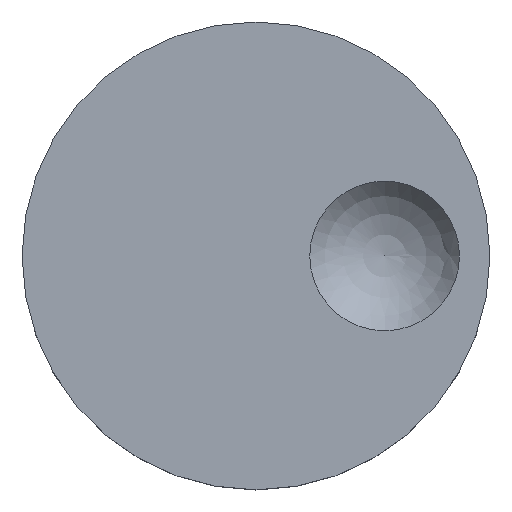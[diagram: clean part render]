
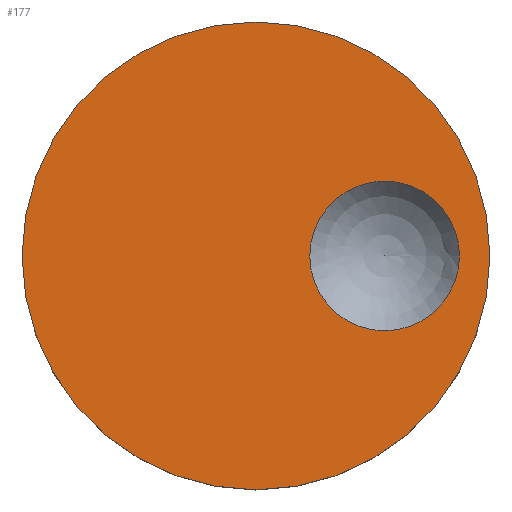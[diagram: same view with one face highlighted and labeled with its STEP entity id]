
A CAD part, top view. The second image highlights one B-rep face of the part: STEP entity #177.
In plain terms, the highlighted planar face has unit normal (0, 0, 1).
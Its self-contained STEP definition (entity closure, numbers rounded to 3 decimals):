
#24 = VERTEX_POINT('',#25);
#25 = CARTESIAN_POINT('',(15.,0.,6.));
#32 = CYLINDRICAL_SURFACE('',#33,15.);
#33 = AXIS2_PLACEMENT_3D('',#34,#35,#36);
#34 = CARTESIAN_POINT('',(0.,0.,0.));
#35 = DIRECTION('',(-0.,-0.,-1.));
#36 = DIRECTION('',(1.,0.,0.));
#51 = EDGE_CURVE('',#24,#24,#52,.T.);
#52 = SURFACE_CURVE('',#53,(#58,#65),.PCURVE_S1.);
#53 = CIRCLE('',#54,15.);
#54 = AXIS2_PLACEMENT_3D('',#55,#56,#57);
#55 = CARTESIAN_POINT('',(0.,0.,6.));
#56 = DIRECTION('',(0.,0.,1.));
#57 = DIRECTION('',(1.,0.,0.));
#58 = PCURVE('',#32,#59);
#59 = DEFINITIONAL_REPRESENTATION('',(#60),#64);
#60 = LINE('',#61,#62);
#61 = CARTESIAN_POINT('',(-0.,-6.));
#62 = VECTOR('',#63,1.);
#63 = DIRECTION('',(-1.,0.));
#64 = ( GEOMETRIC_REPRESENTATION_CONTEXT(2) 
PARAMETRIC_REPRESENTATION_CONTEXT() REPRESENTATION_CONTEXT('2D SPACE',''
  ) );
#65 = PCURVE('',#66,#71);
#66 = PLANE('',#67);
#67 = AXIS2_PLACEMENT_3D('',#68,#69,#70);
#68 = CARTESIAN_POINT('',(0.,0.,6.));
#69 = DIRECTION('',(0.,0.,1.));
#70 = DIRECTION('',(1.,0.,0.));
#71 = DEFINITIONAL_REPRESENTATION('',(#72),#76);
#72 = CIRCLE('',#73,15.);
#73 = AXIS2_PLACEMENT_2D('',#74,#75);
#74 = CARTESIAN_POINT('',(0.,0.));
#75 = DIRECTION('',(1.,0.));
#76 = ( GEOMETRIC_REPRESENTATION_CONTEXT(2) 
PARAMETRIC_REPRESENTATION_CONTEXT() REPRESENTATION_CONTEXT('2D SPACE',''
  ) );
#177 = ADVANCED_FACE('',(#178,#181),#66,.T.);
#178 = FACE_BOUND('',#179,.T.);
#179 = EDGE_LOOP('',(#180));
#180 = ORIENTED_EDGE('',*,*,#51,.T.);
#181 = FACE_BOUND('',#182,.T.);
#182 = EDGE_LOOP('',(#183));
#183 = ORIENTED_EDGE('',*,*,#184,.F.);
#184 = EDGE_CURVE('',#185,#185,#187,.T.);
#185 = VERTEX_POINT('',#186);
#186 = CARTESIAN_POINT('',(13.05,0.,6.));
#187 = SURFACE_CURVE('',#188,(#193,#200),.PCURVE_S1.);
#188 = CIRCLE('',#189,4.8);
#189 = AXIS2_PLACEMENT_3D('',#190,#191,#192);
#190 = CARTESIAN_POINT('',(8.25,0.,6.));
#191 = DIRECTION('',(0.,0.,1.));
#192 = DIRECTION('',(1.,0.,-0.));
#193 = PCURVE('',#66,#194);
#194 = DEFINITIONAL_REPRESENTATION('',(#195),#199);
#195 = CIRCLE('',#196,4.8);
#196 = AXIS2_PLACEMENT_2D('',#197,#198);
#197 = CARTESIAN_POINT('',(8.25,0.));
#198 = DIRECTION('',(1.,0.));
#199 = ( GEOMETRIC_REPRESENTATION_CONTEXT(2) 
PARAMETRIC_REPRESENTATION_CONTEXT() REPRESENTATION_CONTEXT('2D SPACE',''
  ) );
#200 = PCURVE('',#201,#206);
#201 = SPHERICAL_SURFACE('',#202,6.);
#202 = AXIS2_PLACEMENT_3D('',#203,#204,#205);
#203 = CARTESIAN_POINT('',(8.25,0.,9.6));
#204 = DIRECTION('',(0.,0.,1.));
#205 = DIRECTION('',(1.,0.,0.));
#206 = DEFINITIONAL_REPRESENTATION('',(#207),#211);
#207 = LINE('',#208,#209);
#208 = CARTESIAN_POINT('',(0.,-0.644));
#209 = VECTOR('',#210,1.);
#210 = DIRECTION('',(1.,0.));
#211 = ( GEOMETRIC_REPRESENTATION_CONTEXT(2) 
PARAMETRIC_REPRESENTATION_CONTEXT() REPRESENTATION_CONTEXT('2D SPACE',''
  ) );
